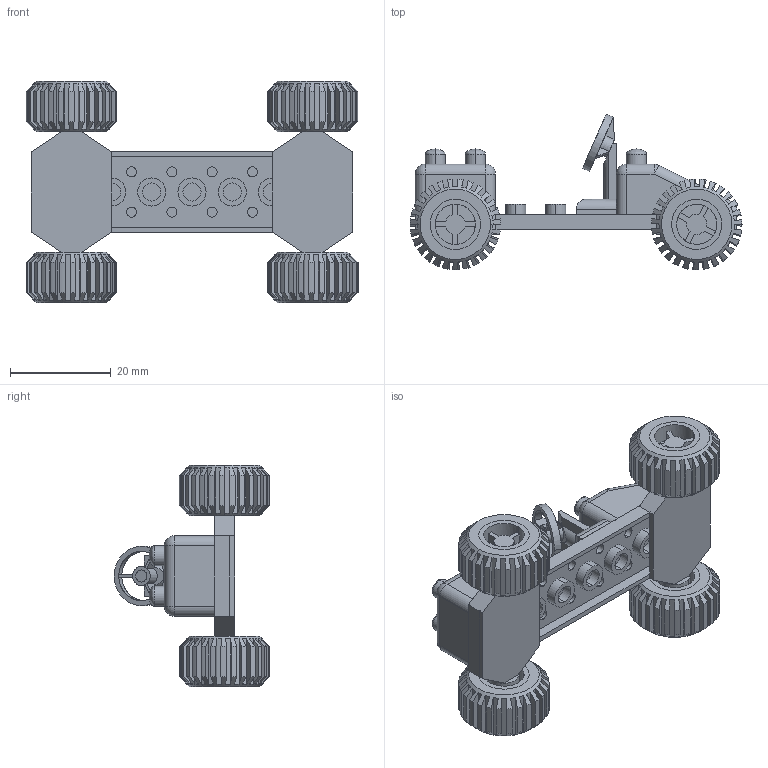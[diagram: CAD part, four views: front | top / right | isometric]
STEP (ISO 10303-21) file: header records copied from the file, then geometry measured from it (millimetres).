
FILE_DESCRIPTION (( 'STEP AP214' ), '1' );
FILE_NAME ('Toy Car.STEP', '2019-07-22T12:00:39', ( '' ), ( '' ), 'SwSTEP 2.0', 'SolidWorks 2018', '' );
FILE_SCHEMA (( 'AUTOMOTIVE_DESIGN' ));
Length unit declared in the file: metre
Products named in the file (11): back_brick; front_brick; steering_wheel_assembly; steering_wheel_wheel; floor_brick; wheel_tyre; Toy Car; wheel_chassis; wheel_assembly; wheel_centre; steering_wheel_base
Assembly tree (14 placements, depth 3):
  Toy Car
    back_brick
    floor_brick
    steering_wheel_assembly
      steering_wheel_base
      steering_wheel_wheel
    wheel_chassis  x2
    front_brick
    wheel_assembly  x4
      wheel_centre
      wheel_tyre
Bounding box: 66 x 30.95 x 44 mm (x, y, z)
Volume: 12528.9 mm3; surface area: 22036.6 mm2
Topology: 17 solids, 17 shells, 1050 faces, 2705 edges, 1768 vertices
Faces by surface type: plane 606, cylinder 392, cone 32, bspline 12, sphere 8
Entity records: 16511 total; most frequent: CARTESIAN_POINT 3743, DIRECTION 2612, ORIENTED_EDGE 2516, EDGE_CURVE 1258, AXIS2_PLACEMENT_3D 1017, VERTEX_POINT 820, EDGE_LOOP 622, LINE 578
